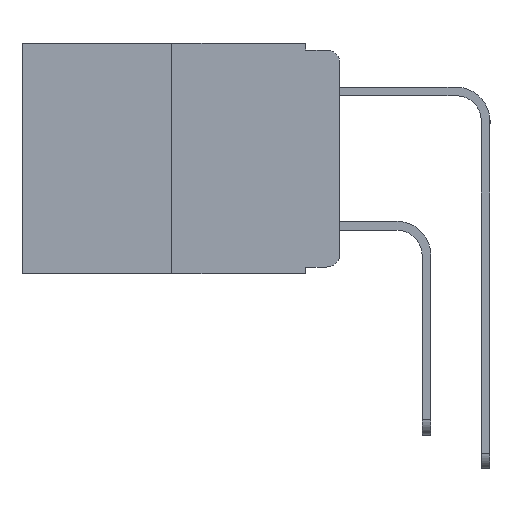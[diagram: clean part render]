
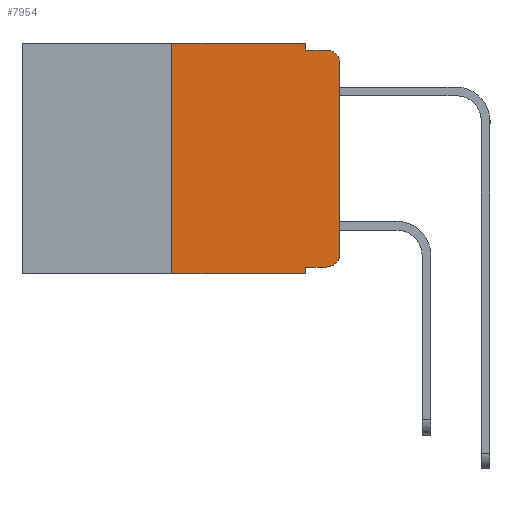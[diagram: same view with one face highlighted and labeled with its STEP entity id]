
A CAD part, left-side view. The second image highlights one B-rep face of the part: STEP entity #7954.
In plain terms, the highlighted planar face has unit normal (-1, 0, 0).
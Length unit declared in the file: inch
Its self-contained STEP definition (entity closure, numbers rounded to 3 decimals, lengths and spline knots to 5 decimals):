
#23 = CARTESIAN_POINT ( 'NONE',  ( 0., 0.051, -0.01 ) ) ;
#37 = DIRECTION ( 'NONE',  ( 0., 0., -1. ) ) ;
#280 = VERTEX_POINT ( 'NONE', #11695 ) ;
#448 = EDGE_LOOP ( 'NONE', ( #10853, #9085, #12803, #5445, #975, #11681, #9891, #13608, #3757, #11831 ) ) ;
#520 = DIRECTION ( 'NONE',  ( 0., 0., -1. ) ) ;
#796 = CARTESIAN_POINT ( 'NONE',  ( 0., 0., -0.313 ) ) ;
#873 = DIRECTION ( 'NONE',  ( 0., 0., -1. ) ) ;
#876 = VERTEX_POINT ( 'NONE', #3920 ) ;
#904 = VERTEX_POINT ( 'NONE', #3939 ) ;
#975 = ORIENTED_EDGE ( 'NONE', *, *, #4265, .F. ) ;
#1118 = CARTESIAN_POINT ( 'NONE',  ( 0., 0.473, -0.343 ) ) ;
#1202 = VERTEX_POINT ( 'NONE', #9718 ) ;
#1444 = AXIS2_PLACEMENT_3D ( 'NONE', #8664, #6590, #37 ) ;
#1753 = CARTESIAN_POINT ( 'NONE',  ( 0., 0.051, -0.01 ) ) ;
#2342 = LINE ( 'NONE', #6120, #10505 ) ;
#2370 = VECTOR ( 'NONE', #4451, 39.37008 ) ;
#2625 = CARTESIAN_POINT ( 'NONE',  ( 0., 0., -0.03 ) ) ;
#3310 = VERTEX_POINT ( 'NONE', #23 ) ;
#3757 = ORIENTED_EDGE ( 'NONE', *, *, #4882, .T. ) ;
#3920 = CARTESIAN_POINT ( 'NONE',  ( 0., 0.051, 0. ) ) ;
#3939 = CARTESIAN_POINT ( 'NONE',  ( 0., 0.02, -0.01 ) ) ;
#4157 = EDGE_CURVE ( 'NONE', #280, #7796, #11338, .T. ) ;
#4265 = EDGE_CURVE ( 'NONE', #7267, #876, #6950, .T. ) ;
#4289 = AXIS2_PLACEMENT_3D ( 'NONE', #13286, #7070, #520 ) ;
#4371 = DIRECTION ( 'NONE',  ( 0., 0., 1. ) ) ;
#4427 = VECTOR ( 'NONE', #13501, 39.37008 ) ;
#4451 = DIRECTION ( 'NONE',  ( 0., -1., 0. ) ) ;
#4680 = VECTOR ( 'NONE', #4371, 39.37008 ) ;
#4882 = EDGE_CURVE ( 'NONE', #1202, #280, #2342, .T. ) ;
#4946 = VERTEX_POINT ( 'NONE', #8334 ) ;
#5254 = CARTESIAN_POINT ( 'NONE',  ( 0., 0.051, 0. ) ) ;
#5324 = CARTESIAN_POINT ( 'NONE',  ( 0., 0.02, -0.03 ) ) ;
#5445 = ORIENTED_EDGE ( 'NONE', *, *, #8443, .F. ) ;
#5507 = PLANE ( 'NONE',  #1444 ) ;
#5597 = EDGE_CURVE ( 'NONE', #1202, #4946, #12431, .T. ) ;
#5642 = LINE ( 'NONE', #1753, #8142 ) ;
#6120 = CARTESIAN_POINT ( 'NONE',  ( 0., 0.051, -0.333 ) ) ;
#6229 = CARTESIAN_POINT ( 'NONE',  ( 0., 0.473, 0. ) ) ;
#6417 = DIRECTION ( 'NONE',  ( 0., 0., -1. ) ) ;
#6522 = FACE_OUTER_BOUND ( 'NONE', #448, .T. ) ;
#6590 = DIRECTION ( 'NONE',  ( 1., 0., 0. ) ) ;
#6950 = LINE ( 'NONE', #6229, #4427 ) ;
#7037 = EDGE_CURVE ( 'NONE', #8995, #7267, #11281, .T. ) ;
#7070 = DIRECTION ( 'NONE',  ( -1., 0., 0. ) ) ;
#7174 = DIRECTION ( 'NONE',  ( 0., 0., 1. ) ) ;
#7267 = VERTEX_POINT ( 'NONE', #8584 ) ;
#7525 = LINE ( 'NONE', #10684, #4680 ) ;
#7711 = CIRCLE ( 'NONE', #12858, 0.02 ) ;
#7796 = VERTEX_POINT ( 'NONE', #796 ) ;
#7954 = ADVANCED_FACE ( 'NONE', ( #6522 ), #5507, .F. ) ;
#8142 = VECTOR ( 'NONE', #9299, 39.37008 ) ;
#8334 = CARTESIAN_POINT ( 'NONE',  ( 0., 0.051, -0.343 ) ) ;
#8443 = EDGE_CURVE ( 'NONE', #876, #3310, #11721, .T. ) ;
#8584 = CARTESIAN_POINT ( 'NONE',  ( 0., 0.25, 0. ) ) ;
#8664 = CARTESIAN_POINT ( 'NONE',  ( 0., 0.473, 0. ) ) ;
#8758 = LINE ( 'NONE', #1118, #2370 ) ;
#8995 = VERTEX_POINT ( 'NONE', #12173 ) ;
#9085 = ORIENTED_EDGE ( 'NONE', *, *, #10516, .T. ) ;
#9143 = EDGE_CURVE ( 'NONE', #3310, #904, #5642, .T. ) ;
#9299 = DIRECTION ( 'NONE',  ( 0., -1., 0. ) ) ;
#9408 = CARTESIAN_POINT ( 'NONE',  ( 0., 0.051, 0. ) ) ;
#9689 = VECTOR ( 'NONE', #10435, 39.37008 ) ;
#9718 = CARTESIAN_POINT ( 'NONE',  ( 0., 0.051, -0.333 ) ) ;
#9891 = ORIENTED_EDGE ( 'NONE', *, *, #10015, .T. ) ;
#10015 = EDGE_CURVE ( 'NONE', #8995, #4946, #8758, .T. ) ;
#10220 = VERTEX_POINT ( 'NONE', #2625 ) ;
#10250 = CARTESIAN_POINT ( 'NONE',  ( 0., 0.25, 0. ) ) ;
#10435 = DIRECTION ( 'NONE',  ( 0., 0., -1. ) ) ;
#10505 = VECTOR ( 'NONE', #12356, 39.37008 ) ;
#10516 = EDGE_CURVE ( 'NONE', #10220, #904, #7711, .T. ) ;
#10684 = CARTESIAN_POINT ( 'NONE',  ( 0., 0., 0. ) ) ;
#10853 = ORIENTED_EDGE ( 'NONE', *, *, #11219, .T. ) ;
#11219 = EDGE_CURVE ( 'NONE', #7796, #10220, #7525, .T. ) ;
#11281 = LINE ( 'NONE', #10250, #13701 ) ;
#11338 = CIRCLE ( 'NONE', #4289, 0.02 ) ;
#11391 = VECTOR ( 'NONE', #873, 39.37008 ) ;
#11681 = ORIENTED_EDGE ( 'NONE', *, *, #7037, .F. ) ;
#11695 = CARTESIAN_POINT ( 'NONE',  ( 0., 0.02, -0.333 ) ) ;
#11721 = LINE ( 'NONE', #5254, #11391 ) ;
#11831 = ORIENTED_EDGE ( 'NONE', *, *, #4157, .T. ) ;
#12173 = CARTESIAN_POINT ( 'NONE',  ( 0., 0.25, -0.343 ) ) ;
#12356 = DIRECTION ( 'NONE',  ( 0., -1., 0. ) ) ;
#12431 = LINE ( 'NONE', #9408, #9689 ) ;
#12650 = DIRECTION ( 'NONE',  ( -1., 0., 0. ) ) ;
#12803 = ORIENTED_EDGE ( 'NONE', *, *, #9143, .F. ) ;
#12858 = AXIS2_PLACEMENT_3D ( 'NONE', #5324, #12650, #6417 ) ;
#13286 = CARTESIAN_POINT ( 'NONE',  ( 0., 0.02, -0.313 ) ) ;
#13501 = DIRECTION ( 'NONE',  ( 0., -1., 0. ) ) ;
#13608 = ORIENTED_EDGE ( 'NONE', *, *, #5597, .F. ) ;
#13701 = VECTOR ( 'NONE', #7174, 39.37008 ) ;
